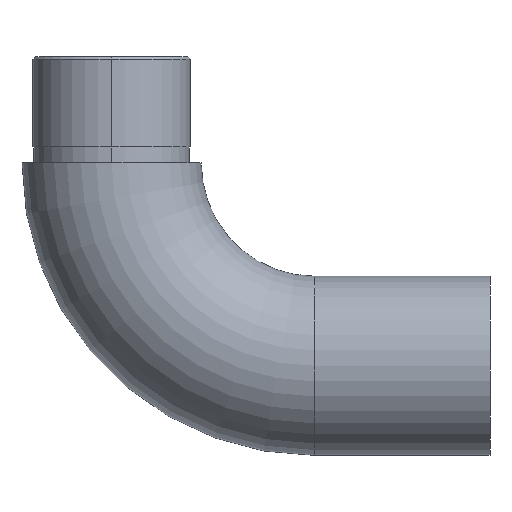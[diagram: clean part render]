
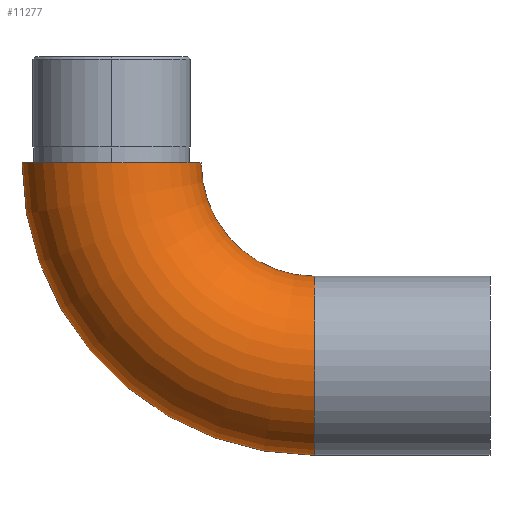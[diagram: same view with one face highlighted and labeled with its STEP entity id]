
A CAD part, left-side view. The second image highlights one B-rep face of the part: STEP entity #11277.
In plain terms, the highlighted toroidal (fillet/blend) face has major radius 38.15 mm and minor radius 16.85 mm.
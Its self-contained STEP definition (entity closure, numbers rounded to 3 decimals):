
#175 = DIRECTION ( 'NONE',  ( 0., 0., -1. ) ) ;
#633 = AXIS2_PLACEMENT_3D ( 'NONE', #1106, #14522, #9761 ) ;
#1106 = CARTESIAN_POINT ( 'NONE',  ( 0., 0., 55. ) ) ;
#2214 = EDGE_LOOP ( 'NONE', ( #12326, #7362, #12565, #3875 ) ) ;
#2968 = DIRECTION ( 'NONE',  ( 0., -1., 0. ) ) ;
#3111 = AXIS2_PLACEMENT_3D ( 'NONE', #3910, #175, #4948 ) ;
#3875 = ORIENTED_EDGE ( 'NONE', *, *, #5436, .T. ) ;
#3910 = CARTESIAN_POINT ( 'NONE',  ( 0., 38.15, 55. ) ) ;
#4741 = VERTEX_POINT ( 'NONE', #12542 ) ;
#4875 = CIRCLE ( 'NONE', #633, 21.3 ) ;
#4948 = DIRECTION ( 'NONE',  ( 0., 1., 0. ) ) ;
#5021 = CARTESIAN_POINT ( 'NONE',  ( 0., 21.3, 55. ) ) ;
#5041 = CARTESIAN_POINT ( 'NONE',  ( 0., 55., 55. ) ) ;
#5162 = CARTESIAN_POINT ( 'NONE',  ( 0., 0., 16.85 ) ) ;
#5436 = EDGE_CURVE ( 'NONE', #14861, #13238, #5582, .T. ) ;
#5582 = CIRCLE ( 'NONE', #3111, 16.85 ) ;
#5921 = CARTESIAN_POINT ( 'NONE',  ( 0., 0., 55. ) ) ;
#6453 = DIRECTION ( 'NONE',  ( 0., 0., -1. ) ) ;
#7362 = ORIENTED_EDGE ( 'NONE', *, *, #12973, .F. ) ;
#8002 = AXIS2_PLACEMENT_3D ( 'NONE', #5921, #14298, #13184 ) ;
#8529 = EDGE_CURVE ( 'NONE', #4741, #13238, #14635, .T. ) ;
#9761 = DIRECTION ( 'NONE',  ( 0., 0., -1. ) ) ;
#9829 = EDGE_CURVE ( 'NONE', #14547, #14861, #4875, .T. ) ;
#10470 = AXIS2_PLACEMENT_3D ( 'NONE', #5162, #2968, #6453 ) ;
#10707 = TOROIDAL_SURFACE ( 'NONE', #8002, 38.15, 16.85 ) ;
#10800 = DIRECTION ( 'NONE',  ( 1., 0., 0. ) ) ;
#11098 = CARTESIAN_POINT ( 'NONE',  ( 0., 0., 33.7 ) ) ;
#11277 = ADVANCED_FACE ( 'NONE', ( #12558 ), #10707, .T. ) ;
#11993 = DIRECTION ( 'NONE',  ( 0., 0., -1. ) ) ;
#12326 = ORIENTED_EDGE ( 'NONE', *, *, #8529, .F. ) ;
#12542 = CARTESIAN_POINT ( 'NONE',  ( 0., 0., 0. ) ) ;
#12558 = FACE_OUTER_BOUND ( 'NONE', #2214, .T. ) ;
#12565 = ORIENTED_EDGE ( 'NONE', *, *, #9829, .T. ) ;
#12973 = EDGE_CURVE ( 'NONE', #14547, #4741, #15103, .T. ) ;
#13125 = CARTESIAN_POINT ( 'NONE',  ( 0., 0., 55. ) ) ;
#13184 = DIRECTION ( 'NONE',  ( 0., 0., -1. ) ) ;
#13238 = VERTEX_POINT ( 'NONE', #5041 ) ;
#14298 = DIRECTION ( 'NONE',  ( 1., 0., 0. ) ) ;
#14522 = DIRECTION ( 'NONE',  ( 1., 0., 0. ) ) ;
#14547 = VERTEX_POINT ( 'NONE', #11098 ) ;
#14635 = CIRCLE ( 'NONE', #15148, 55. ) ;
#14861 = VERTEX_POINT ( 'NONE', #5021 ) ;
#15103 = CIRCLE ( 'NONE', #10470, 16.85 ) ;
#15148 = AXIS2_PLACEMENT_3D ( 'NONE', #13125, #10800, #11993 ) ;
